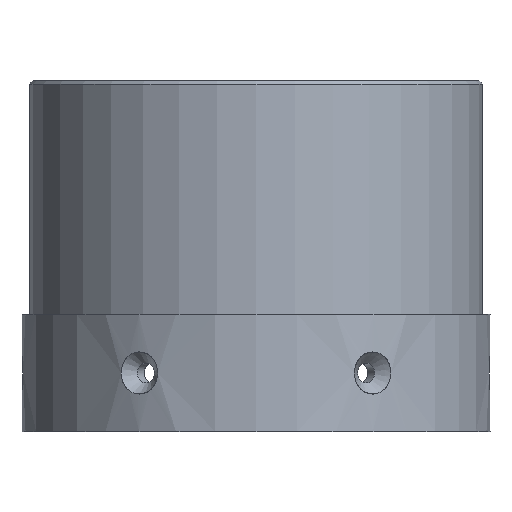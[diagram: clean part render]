
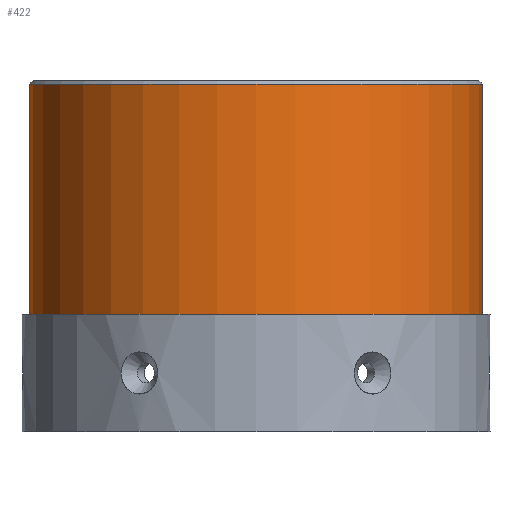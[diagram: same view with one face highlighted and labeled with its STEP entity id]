
A CAD part, left-side view. The second image highlights one B-rep face of the part: STEP entity #422.
In plain terms, the highlighted cylindrical face has radius 49.133 mm (diameter 98.266 mm), a full revolution.
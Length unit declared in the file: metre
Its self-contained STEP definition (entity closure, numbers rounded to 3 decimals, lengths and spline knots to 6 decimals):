
#52=CIRCLE('',#488,0.049133);
#53=CIRCLE('',#490,0.049133);
#130=ORIENTED_EDGE('',*,*,#188,.T.);
#131=ORIENTED_EDGE('',*,*,#187,.T.);
#187=EDGE_CURVE('',#222,#222,#52,.T.);
#188=EDGE_CURVE('',#223,#223,#53,.F.);
#222=VERTEX_POINT('',#850);
#223=VERTEX_POINT('',#853);
#295=EDGE_LOOP('',(#130));
#296=EDGE_LOOP('',(#131));
#361=FACE_BOUND('',#295,.T.);
#362=FACE_BOUND('',#296,.T.);
#394=CYLINDRICAL_SURFACE('',#489,0.049133);
#422=ADVANCED_FACE('',(#361,#362),#394,.T.);
#488=AXIS2_PLACEMENT_3D('',#849,#594,#595);
#489=AXIS2_PLACEMENT_3D('',#851,#596,#597);
#490=AXIS2_PLACEMENT_3D('',#852,#598,#599);
#594=DIRECTION('',(0.,0.,1.));
#595=DIRECTION('',(1.,0.,0.));
#596=DIRECTION('',(0.,0.,-1.));
#597=DIRECTION('',(-1.,0.,0.));
#598=DIRECTION('',(0.,0.,1.));
#599=DIRECTION('',(1.,0.,0.));
#849=CARTESIAN_POINT('',(0.,0.,0.));
#850=CARTESIAN_POINT('',(0.049133,0.,0.));
#851=CARTESIAN_POINT('',(0.,0.,0.0508));
#852=CARTESIAN_POINT('',(0.,0.,0.050006));
#853=CARTESIAN_POINT('',(0.049133,0.,0.050006));
